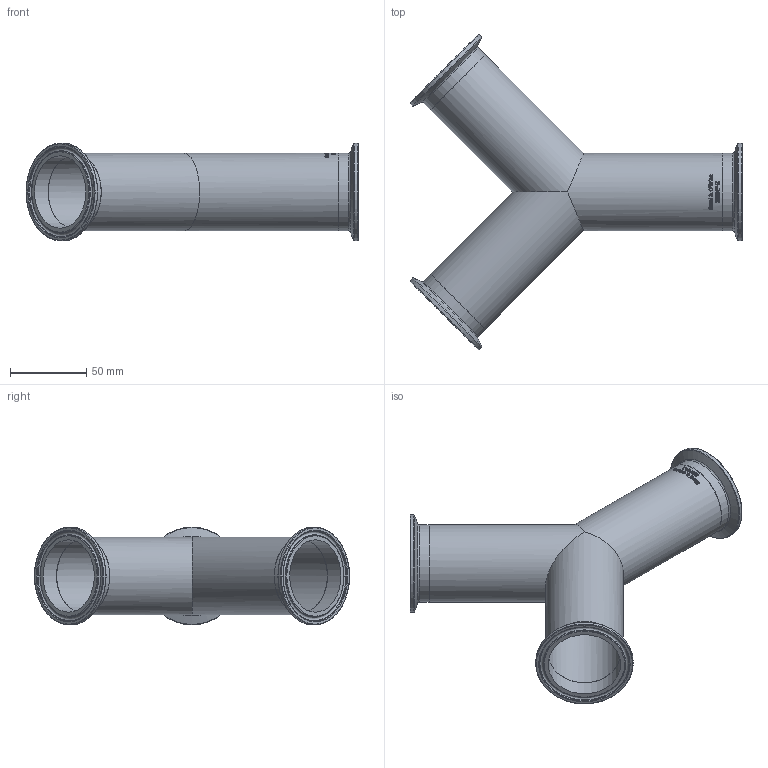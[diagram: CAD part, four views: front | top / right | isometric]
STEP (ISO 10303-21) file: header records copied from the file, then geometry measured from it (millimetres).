
FILE_DESCRIPTION(/* description */ (''),/* implementation_level */ '2;1');
FILE_NAME(/* name */ '28BMP-2.stp',/* time_stamp */ '2021-12-21T11:23:00-05:00',/* author */ ('rick'),/* organization */ (''),/* preprocessor_version */ 'ST-DEVELOPER v18.1',/* originating_system */ 'Autodesk Inventor 2020',/* authorisation */ '');
FILE_SCHEMA (('AUTOMOTIVE_DESIGN { 1 0 10303 214 3 1 1 }'));
Length unit declared in the file: inch
Products named in the file (1): 28BMP-2
Bounding box: 217.56 x 206.49 x 63.91 mm (x, y, z)
Volume: 92454.2 mm3; surface area: 105154.8 mm2
Topology: 1 solids, 1 shells, 411 faces, 1138 edges, 771 vertices
Faces by surface type: bspline 182, plane 145, cylinder 51, torus 24, cone 9
Full cylindrical faces by diameter (mm): 47.498 x6, 50.8 x6, 63.906 x3
Entity records: 17258 total; most frequent: CARTESIAN_POINT 7500, ORIENTED_EDGE 2276, DIRECTION 1561, EDGE_CURVE 1138, VERTEX_POINT 771, AXIS2_PLACEMENT_3D 557, EDGE_LOOP 457, LINE 447
